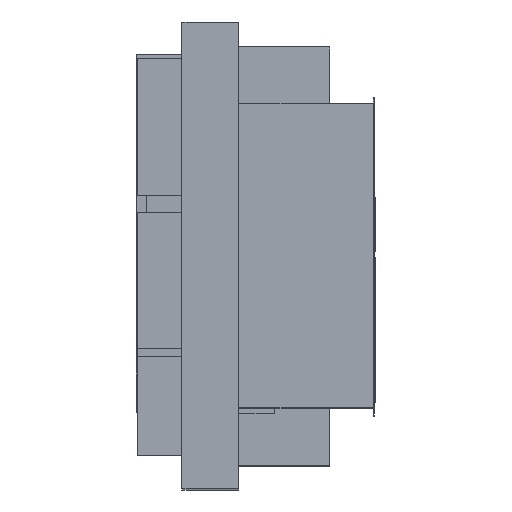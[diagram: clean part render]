
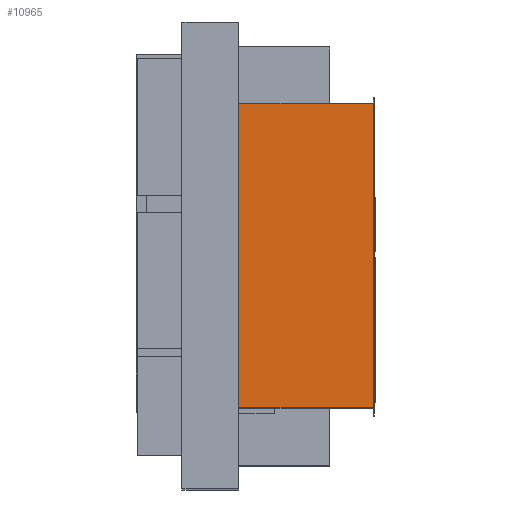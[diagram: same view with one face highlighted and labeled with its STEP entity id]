
A CAD part, top view. The second image highlights one B-rep face of the part: STEP entity #10965.
In plain terms, the highlighted planar face has unit normal (0, 0, 1).
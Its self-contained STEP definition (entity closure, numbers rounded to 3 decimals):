
#10965 = ADVANCED_FACE('',(#10966),#11016,.F.);
#10966 = FACE_BOUND('',#10967,.T.);
#10967 = EDGE_LOOP('',(#10968,#10978,#10986,#10994,#11002,#11010));
#10968 = ORIENTED_EDGE('',*,*,#10969,.T.);
#10969 = EDGE_CURVE('',#10970,#10972,#10974,.T.);
#10970 = VERTEX_POINT('',#10971);
#10971 = CARTESIAN_POINT('',(-1.282,0.,13.985
    ));
#10972 = VERTEX_POINT('',#10973);
#10973 = CARTESIAN_POINT('',(-1.282,-3.612,13.985));
#10974 = LINE('',#10975,#10976);
#10975 = CARTESIAN_POINT('',(-1.282,-6.8,13.985));
#10976 = VECTOR('',#10977,1.);
#10977 = DIRECTION('',(0.,-1.,0.));
#10978 = ORIENTED_EDGE('',*,*,#10979,.T.);
#10979 = EDGE_CURVE('',#10972,#10980,#10982,.T.);
#10980 = VERTEX_POINT('',#10981);
#10981 = CARTESIAN_POINT('',(-1.282,-3.912,13.985));
#10982 = LINE('',#10983,#10984);
#10983 = CARTESIAN_POINT('',(-1.282,-6.8,13.985));
#10984 = VECTOR('',#10985,1.);
#10985 = DIRECTION('',(0.,-1.,0.));
#10986 = ORIENTED_EDGE('',*,*,#10987,.T.);
#10987 = EDGE_CURVE('',#10980,#10988,#10990,.T.);
#10988 = VERTEX_POINT('',#10989);
#10989 = CARTESIAN_POINT('',(-1.282,-6.8,13.985));
#10990 = LINE('',#10991,#10992);
#10991 = CARTESIAN_POINT('',(-1.282,-6.8,13.985));
#10992 = VECTOR('',#10993,1.);
#10993 = DIRECTION('',(0.,-1.,0.));
#10994 = ORIENTED_EDGE('',*,*,#10995,.F.);
#10995 = EDGE_CURVE('',#10996,#10988,#10998,.T.);
#10996 = VERTEX_POINT('',#10997);
#10997 = CARTESIAN_POINT('',(1.718,-6.8,13.985));
#10998 = LINE('',#10999,#11000);
#10999 = CARTESIAN_POINT('',(1.718,-6.8,13.985));
#11000 = VECTOR('',#11001,1.);
#11001 = DIRECTION('',(-1.,0.,0.));
#11002 = ORIENTED_EDGE('',*,*,#11003,.F.);
#11003 = EDGE_CURVE('',#11004,#10996,#11006,.T.);
#11004 = VERTEX_POINT('',#11005);
#11005 = CARTESIAN_POINT('',(1.718,0.,13.985)
  );
#11006 = LINE('',#11007,#11008);
#11007 = CARTESIAN_POINT('',(1.718,-6.8,13.985));
#11008 = VECTOR('',#11009,1.);
#11009 = DIRECTION('',(0.,-1.,0.));
#11010 = ORIENTED_EDGE('',*,*,#11011,.T.);
#11011 = EDGE_CURVE('',#11004,#10970,#11012,.T.);
#11012 = LINE('',#11013,#11014);
#11013 = CARTESIAN_POINT('',(1.718,0.,13.985)
  );
#11014 = VECTOR('',#11015,1.);
#11015 = DIRECTION('',(-1.,0.,0.));
#11016 = PLANE('',#11017);
#11017 = AXIS2_PLACEMENT_3D('',#11018,#11019,#11020);
#11018 = CARTESIAN_POINT('',(1.718,-6.8,13.985));
#11019 = DIRECTION('',(0.,0.,-1.));
#11020 = DIRECTION('',(-1.,0.,0.));
